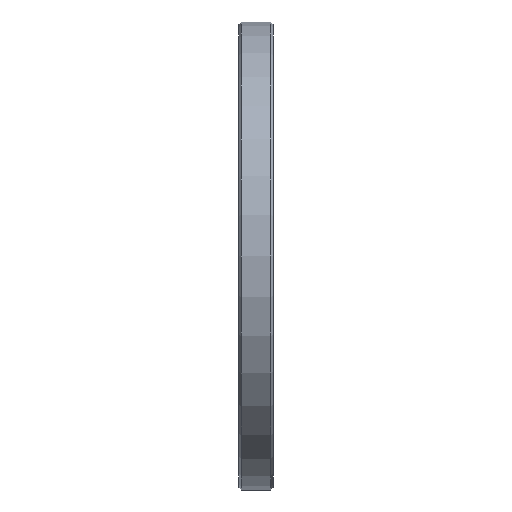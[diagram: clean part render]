
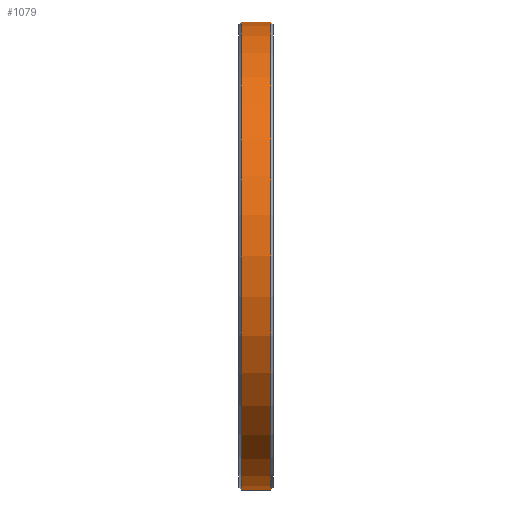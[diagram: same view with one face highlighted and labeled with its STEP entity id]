
A CAD part, front view. The second image highlights one B-rep face of the part: STEP entity #1079.
In plain terms, the highlighted cylindrical face has radius 82.5 mm (diameter 165 mm), a partial arc.
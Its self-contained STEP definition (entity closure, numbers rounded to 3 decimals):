
#16 = DIRECTION ( 'NONE',  ( 1., 0., 0. ) ) ;
#35 = VERTEX_POINT ( 'NONE', #778 ) ;
#50 = ORIENTED_EDGE ( 'NONE', *, *, #499, .T. ) ;
#54 = VERTEX_POINT ( 'NONE', #335 ) ;
#129 = DIRECTION ( 'NONE',  ( -1., 0., 0. ) ) ;
#138 = AXIS2_PLACEMENT_3D ( 'NONE', #1138, #1120, #958 ) ;
#180 = DIRECTION ( 'NONE',  ( 0., 0., -1. ) ) ;
#192 = VECTOR ( 'NONE', #884, 1000. ) ;
#198 = LINE ( 'NONE', #892, #192 ) ;
#202 = EDGE_CURVE ( 'NONE', #1045, #1066, #773, .T. ) ;
#221 = CYLINDRICAL_SURFACE ( 'NONE', #669, 82.5 ) ;
#223 = FACE_OUTER_BOUND ( 'NONE', #404, .T. ) ;
#335 = CARTESIAN_POINT ( 'NONE',  ( 145.376, 82.935, -82.5 ) ) ;
#404 = EDGE_LOOP ( 'NONE', ( #1015, #50, #1090, #1005 ) ) ;
#470 = DIRECTION ( 'NONE',  ( -1., 0., 0. ) ) ;
#493 = DIRECTION ( 'NONE',  ( 0., 0., 1. ) ) ;
#499 = EDGE_CURVE ( 'NONE', #54, #1045, #648, .T. ) ;
#504 = CARTESIAN_POINT ( 'NONE',  ( 131.126, 82.935, 82.5 ) ) ;
#561 = EDGE_CURVE ( 'NONE', #1066, #35, #625, .T. ) ;
#581 = CARTESIAN_POINT ( 'NONE',  ( 134.876, 82.935, 82.5 ) ) ;
#625 = CIRCLE ( 'NONE', #782, 82.5 ) ;
#648 = CIRCLE ( 'NONE', #138, 82.5 ) ;
#669 = AXIS2_PLACEMENT_3D ( 'NONE', #1018, #129, #493 ) ;
#690 = CARTESIAN_POINT ( 'NONE',  ( 145.376, 82.935, 82.5 ) ) ;
#761 = VECTOR ( 'NONE', #470, 1000. ) ;
#773 = LINE ( 'NONE', #504, #761 ) ;
#778 = CARTESIAN_POINT ( 'NONE',  ( 134.876, 82.935, -82.5 ) ) ;
#782 = AXIS2_PLACEMENT_3D ( 'NONE', #1027, #16, #180 ) ;
#884 = DIRECTION ( 'NONE',  ( -1., 0., 0. ) ) ;
#892 = CARTESIAN_POINT ( 'NONE',  ( 131.126, 82.935, -82.5 ) ) ;
#958 = DIRECTION ( 'NONE',  ( 0., 0., 1. ) ) ;
#1005 = ORIENTED_EDGE ( 'NONE', *, *, #561, .T. ) ;
#1015 = ORIENTED_EDGE ( 'NONE', *, *, #1133, .F. ) ;
#1018 = CARTESIAN_POINT ( 'NONE',  ( 131.126, 82.935, 0. ) ) ;
#1027 = CARTESIAN_POINT ( 'NONE',  ( 134.876, 82.935, 0. ) ) ;
#1045 = VERTEX_POINT ( 'NONE', #690 ) ;
#1066 = VERTEX_POINT ( 'NONE', #581 ) ;
#1079 = ADVANCED_FACE ( 'NONE', ( #223 ), #221, .T. ) ;
#1090 = ORIENTED_EDGE ( 'NONE', *, *, #202, .T. ) ;
#1120 = DIRECTION ( 'NONE',  ( -1., 0., 0. ) ) ;
#1133 = EDGE_CURVE ( 'NONE', #54, #35, #198, .T. ) ;
#1138 = CARTESIAN_POINT ( 'NONE',  ( 145.376, 82.935, 0. ) ) ;
